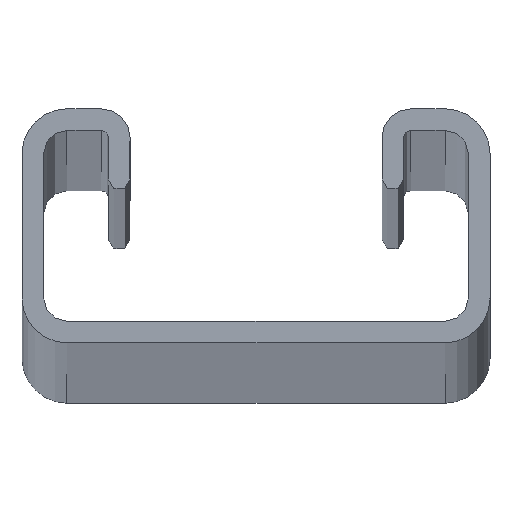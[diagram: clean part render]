
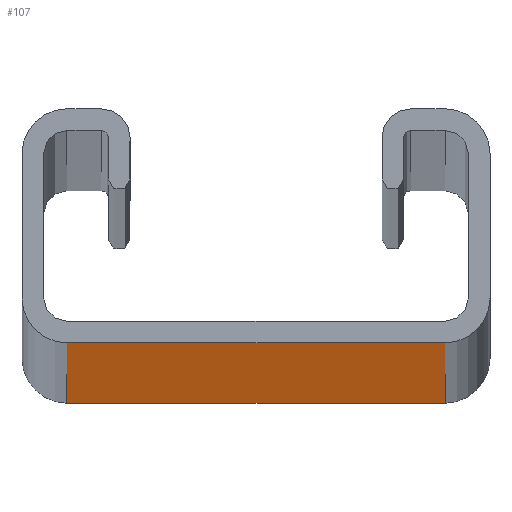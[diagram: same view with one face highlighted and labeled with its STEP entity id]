
A CAD part, top view. The second image highlights one B-rep face of the part: STEP entity #107.
In plain terms, the highlighted planar face has unit normal (0, -1, 0).
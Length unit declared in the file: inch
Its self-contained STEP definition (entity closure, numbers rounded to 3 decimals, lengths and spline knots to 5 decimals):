
#107=ADVANCED_FACE('',(#210),#211,.T.);
#210=FACE_OUTER_BOUND('',#307,.T.);
#211=PLANE('',#308);
#307=EDGE_LOOP('',(#548,#549,#550,#551));
#308=AXIS2_PLACEMENT_3D('',#552,#553,#554);
#548=ORIENTED_EDGE('',*,*,#705,.T.);
#549=ORIENTED_EDGE('',*,*,#667,.F.);
#550=ORIENTED_EDGE('',*,*,#717,.F.);
#551=ORIENTED_EDGE('',*,*,#632,.T.);
#552=CARTESIAN_POINT('',(0.8125,0.,0.0));
#553=DIRECTION('',(0.,-1.0,0.0));
#554=DIRECTION('',(1.0,0.,-0.0));
#632=EDGE_CURVE('',#763,#761,#764,.T.);
#667=EDGE_CURVE('',#820,#818,#822,.T.);
#705=EDGE_CURVE('',#761,#818,#874,.T.);
#717=EDGE_CURVE('',#763,#820,#887,.T.);
#761=VERTEX_POINT('',#943);
#763=VERTEX_POINT('',#945);
#764=LINE('',#946,#947);
#818=VERTEX_POINT('',#1016);
#820=VERTEX_POINT('',#1018);
#822=LINE('',#1020,#1021);
#874=LINE('',#1092,#1093);
#887=LINE('',#1110,#1111);
#943=CARTESIAN_POINT('',(1.469,0.,120.0));
#945=CARTESIAN_POINT('',(1.469,0.,0.0));
#946=CARTESIAN_POINT('',(1.469,0.,0.0));
#947=VECTOR('',#1150,1.0);
#1016=CARTESIAN_POINT('',(0.156,0.,120.0));
#1018=CARTESIAN_POINT('',(0.156,0.,0.0));
#1020=CARTESIAN_POINT('',(0.156,0.,0.0));
#1021=VECTOR('',#1199,1.0);
#1092=CARTESIAN_POINT('',(1.469,0.,120.0));
#1093=VECTOR('',#1246,1.0);
#1110=CARTESIAN_POINT('',(1.469,0.,0.0));
#1111=VECTOR('',#1257,1.0);
#1150=DIRECTION('',(0.0,0.0,1.0));
#1199=DIRECTION('',(0.0,0.0,1.0));
#1246=DIRECTION('',(-1.0,0.,0.0));
#1257=DIRECTION('',(-1.0,0.,0.0));
